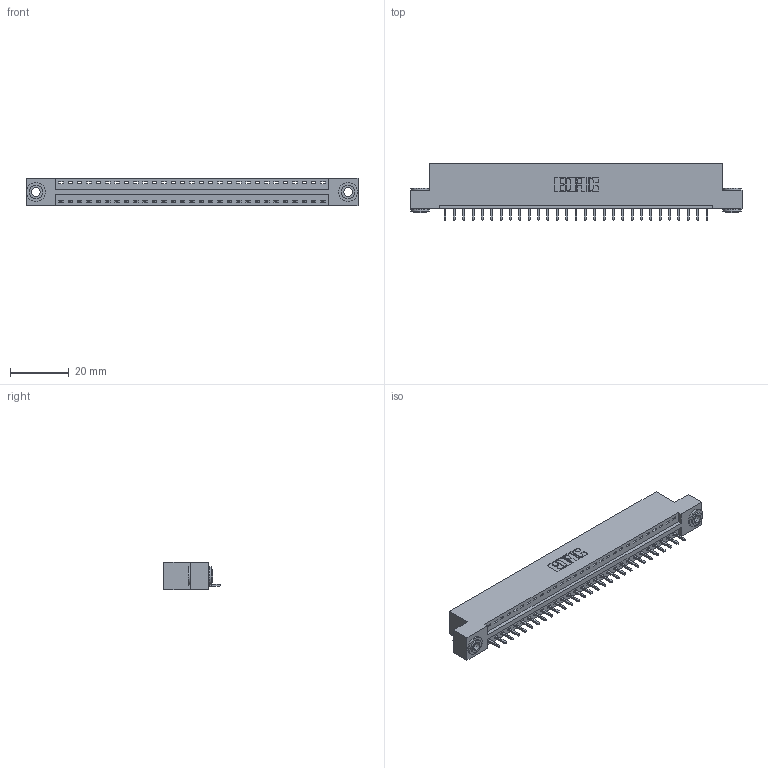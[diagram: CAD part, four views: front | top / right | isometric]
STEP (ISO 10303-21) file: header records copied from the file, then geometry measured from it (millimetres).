
FILE_DESCRIPTION (( 'STEP AP203' ), '1' );
FILE_NAME ('346-029-521-103.STEP', '2022-05-06T08:37:16', ( '' ), ( '' ), 'SwSTEP 2.0', 'SolidWorks 2020', '' );
FILE_SCHEMA (( 'CONFIG_CONTROL_DESIGN' ));
Length unit declared in the file: inch
Products named in the file (4): 345-250-002_345-250-002-102; 345-292-001_345-293-121; 346 Part_Flush Mounting Lugs - 0.156 Dia-TH; 346-029-521-103
Assembly tree (32 placements, depth 2):
  346-029-521-103
    346 Part_Flush Mounting Lugs - 0.156 Dia-TH
    345-292-001_345-293-121  x29
    345-250-002_345-250-002-102  x2
Bounding box: 112.65 x 19.05 x 9.4 mm (x, y, z)
Volume: 10612.2 mm3; surface area: 13046.9 mm2
Topology: 32 solids, 32 shells, 1856 faces, 5545 edges, 3654 vertices
Faces by surface type: plane 1260, cylinder 588, cone 8
Entity records: 20832 total; most frequent: CARTESIAN_POINT 3556, ORIENTED_EDGE 3510, DIRECTION 3183, EDGE_CURVE 1755, LINE 1483, VECTOR 1483, VERTEX_POINT 1166, AXIS2_PLACEMENT_3D 850
